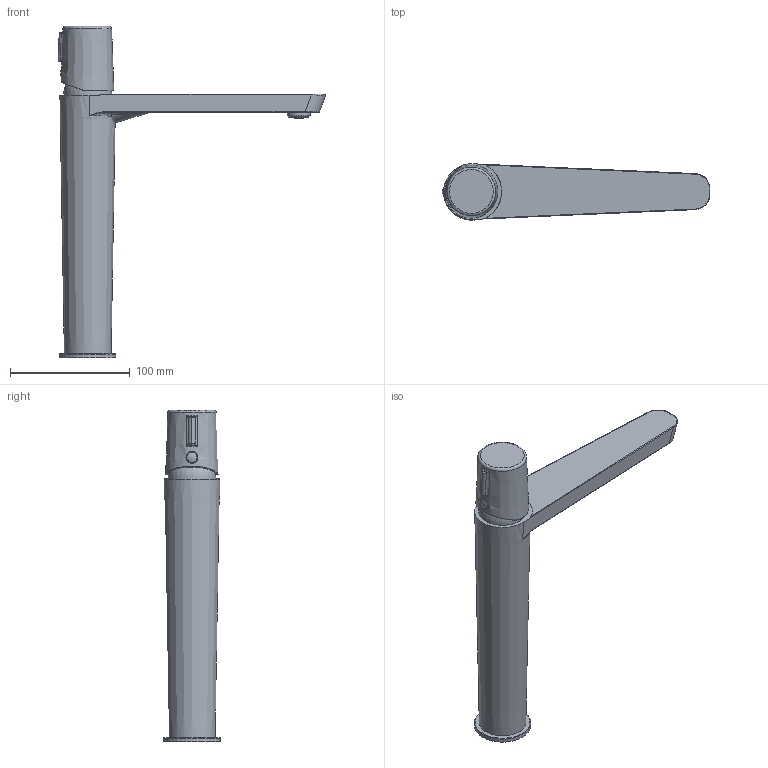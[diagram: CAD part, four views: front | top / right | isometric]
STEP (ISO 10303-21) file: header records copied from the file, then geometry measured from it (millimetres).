
FILE_DESCRIPTION (( 'STEP AP203' ), '1' );
FILE_NAME ('34AP02373.STEP', '2021-03-19T13:36:58', ( '' ), ( '' ), 'SwSTEP 2.0', 'SolidWorks 2018', '' );
FILE_SCHEMA (( 'CONFIG_CONTROL_DESIGN' ));
Products named in the file (1): 34AP02373
Bounding box: 223.38 x 47 x 276.8 mm (x, y, z)
Volume: 160051.3 mm3; surface area: 117156.4 mm2
Topology: 7 solids, 7 shells, 2049 faces, 5173 edges, 3408 vertices
Faces by surface type: plane 1848, cylinder 88, bspline 82, cone 23, torus 5, sphere 3
Full cylindrical faces by diameter (mm): 4.5 x1, 6.8 x1, 9.5 x1, 10 x1, 16 x1, 16.5 x2, 17.5 x1, 18.75 x1, 19 x1, 19.5 x1, 22.1 x1, 22.5 x2, 23 x1, 23.8 x1, 24.5 x1, 28 x1, 30.4 x1, 30.5 x1, 31 x1, 32.2 x1, 32.8 x1, 34.5 x2, 34.7 x1, 35.2 x1, 35.8 x1, 36.8 x1, 37 x1, 38 x1, 45 x1, 47 x1
Entity records: 69921 total; most frequent: CARTESIAN_POINT 20276, DIRECTION 10187, ORIENTED_EDGE 10172, EDGE_CURVE 5086, VECTOR 3477, LINE 3477, VERTEX_POINT 3389, AXIS2_PLACEMENT_3D 3355
